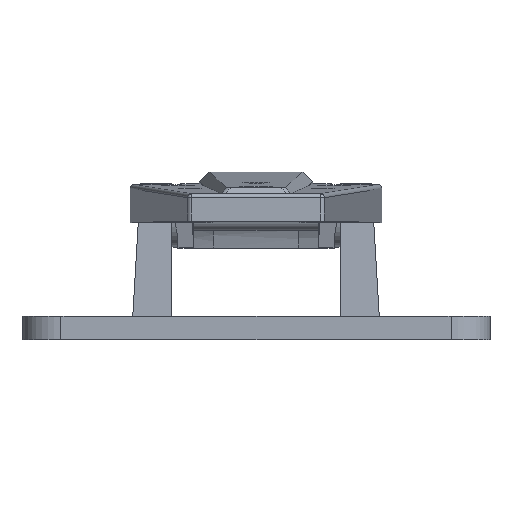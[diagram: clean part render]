
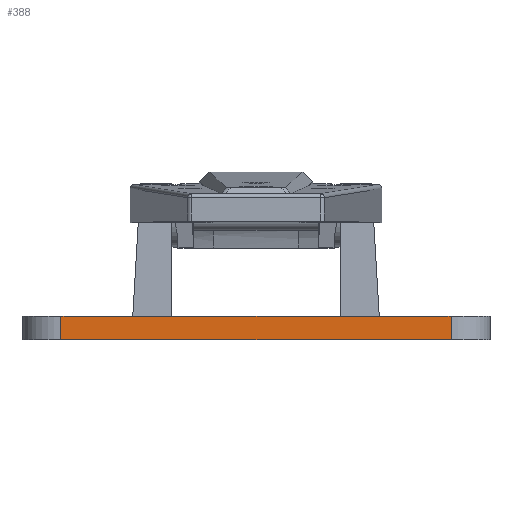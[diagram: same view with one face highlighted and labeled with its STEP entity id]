
A CAD part, top view. The second image highlights one B-rep face of the part: STEP entity #388.
In plain terms, the highlighted planar face has unit normal (0, 0, 1).
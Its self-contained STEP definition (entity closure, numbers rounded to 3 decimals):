
#20 = DIRECTION ( 'NONE',  ( 0., -1., 0. ) ) ;
#194 = EDGE_CURVE ( 'NONE', #3883, #1246, #2089, .T. ) ;
#388 = ADVANCED_FACE ( 'NONE', ( #5181 ), #1438, .F. ) ;
#435 = DIRECTION ( 'NONE',  ( 1., 0., 0. ) ) ;
#490 = VECTOR ( 'NONE', #435, 1000. ) ;
#720 = CARTESIAN_POINT ( 'NONE',  ( -50., -25.5, 11. ) ) ;
#747 = CARTESIAN_POINT ( 'NONE',  ( 50., -25.5, 11. ) ) ;
#767 = ORIENTED_EDGE ( 'NONE', *, *, #5492, .F. ) ;
#842 = DIRECTION ( 'NONE',  ( 1., 0., 0. ) ) ;
#1143 = EDGE_CURVE ( 'NONE', #5809, #1798, #3040, .T. ) ;
#1157 = CARTESIAN_POINT ( 'NONE',  ( -42.3, -25.5, 11. ) ) ;
#1239 = ORIENTED_EDGE ( 'NONE', *, *, #194, .T. ) ;
#1246 = VERTEX_POINT ( 'NONE', #4511 ) ;
#1438 = PLANE ( 'NONE',  #4831 ) ;
#1478 = LINE ( 'NONE', #747, #1506 ) ;
#1506 = VECTOR ( 'NONE', #20, 1000. ) ;
#1576 = CARTESIAN_POINT ( 'NONE',  ( -50., -25.5, 11. ) ) ;
#1591 = VERTEX_POINT ( 'NONE', #5172 ) ;
#1798 = VERTEX_POINT ( 'NONE', #4543 ) ;
#1886 = LINE ( 'NONE', #1157, #490 ) ;
#2052 = CARTESIAN_POINT ( 'NONE',  ( -50., -25.5, 11. ) ) ;
#2089 = LINE ( 'NONE', #6985, #6841 ) ;
#2118 = VECTOR ( 'NONE', #5303, 1000. ) ;
#2241 = DIRECTION ( 'NONE',  ( 1., 0., 0. ) ) ;
#2286 = VECTOR ( 'NONE', #2377, 1000. ) ;
#2377 = DIRECTION ( 'NONE',  ( -1., 0., 0. ) ) ;
#2450 = VERTEX_POINT ( 'NONE', #3798 ) ;
#2514 = CARTESIAN_POINT ( 'NONE',  ( -50., -31.5, 11. ) ) ;
#2594 = EDGE_CURVE ( 'NONE', #1798, #1246, #1478, .T. ) ;
#2622 = EDGE_LOOP ( 'NONE', ( #6039, #4874, #767, #5435, #3562, #1239, #2772, #5840 ) ) ;
#2772 = ORIENTED_EDGE ( 'NONE', *, *, #2594, .F. ) ;
#2969 = CARTESIAN_POINT ( 'NONE',  ( -50., -25.5, 11. ) ) ;
#3040 = LINE ( 'NONE', #1576, #4826 ) ;
#3111 = CARTESIAN_POINT ( 'NONE',  ( 42.3, -25.5, 11. ) ) ;
#3524 = VERTEX_POINT ( 'NONE', #4886 ) ;
#3562 = ORIENTED_EDGE ( 'NONE', *, *, #3656, .T. ) ;
#3656 = EDGE_CURVE ( 'NONE', #5624, #3883, #6756, .T. ) ;
#3686 = LINE ( 'NONE', #2969, #5365 ) ;
#3798 = CARTESIAN_POINT ( 'NONE',  ( 21.6, -25.5, 11. ) ) ;
#3828 = LINE ( 'NONE', #3111, #2286 ) ;
#3883 = VERTEX_POINT ( 'NONE', #2514 ) ;
#4145 = CARTESIAN_POINT ( 'NONE',  ( 31.6, -25.5, 11. ) ) ;
#4347 = DIRECTION ( 'NONE',  ( 1., 0., 0. ) ) ;
#4511 = CARTESIAN_POINT ( 'NONE',  ( 50., -31.5, 11. ) ) ;
#4543 = CARTESIAN_POINT ( 'NONE',  ( 50., -25.5, 11. ) ) ;
#4826 = VECTOR ( 'NONE', #842, 1000. ) ;
#4831 = AXIS2_PLACEMENT_3D ( 'NONE', #6344, #5615, #4891 ) ;
#4874 = ORIENTED_EDGE ( 'NONE', *, *, #5884, .F. ) ;
#4886 = CARTESIAN_POINT ( 'NONE',  ( -21.6, -25.5, 11. ) ) ;
#4891 = DIRECTION ( 'NONE',  ( -1., 0., 0. ) ) ;
#5085 = VECTOR ( 'NONE', #4347, 1000. ) ;
#5172 = CARTESIAN_POINT ( 'NONE',  ( -31.6, -25.5, 11. ) ) ;
#5181 = FACE_OUTER_BOUND ( 'NONE', #2622, .T. ) ;
#5303 = DIRECTION ( 'NONE',  ( 0., -1., 0. ) ) ;
#5365 = VECTOR ( 'NONE', #2241, 1000. ) ;
#5424 = EDGE_CURVE ( 'NONE', #5624, #1591, #3686, .T. ) ;
#5435 = ORIENTED_EDGE ( 'NONE', *, *, #5424, .F. ) ;
#5492 = EDGE_CURVE ( 'NONE', #1591, #3524, #1886, .T. ) ;
#5615 = DIRECTION ( 'NONE',  ( 0., 0., -1. ) ) ;
#5624 = VERTEX_POINT ( 'NONE', #2052 ) ;
#5809 = VERTEX_POINT ( 'NONE', #4145 ) ;
#5840 = ORIENTED_EDGE ( 'NONE', *, *, #1143, .F. ) ;
#5884 = EDGE_CURVE ( 'NONE', #3524, #2450, #6515, .T. ) ;
#6035 = CARTESIAN_POINT ( 'NONE',  ( -50., -25.5, 11. ) ) ;
#6039 = ORIENTED_EDGE ( 'NONE', *, *, #7057, .T. ) ;
#6258 = DIRECTION ( 'NONE',  ( 1., 0., 0. ) ) ;
#6344 = CARTESIAN_POINT ( 'NONE',  ( -50., -25.5, 11. ) ) ;
#6515 = LINE ( 'NONE', #720, #5085 ) ;
#6756 = LINE ( 'NONE', #6035, #2118 ) ;
#6841 = VECTOR ( 'NONE', #6258, 1000. ) ;
#6985 = CARTESIAN_POINT ( 'NONE',  ( -50., -31.5, 11. ) ) ;
#7057 = EDGE_CURVE ( 'NONE', #5809, #2450, #3828, .T. ) ;
